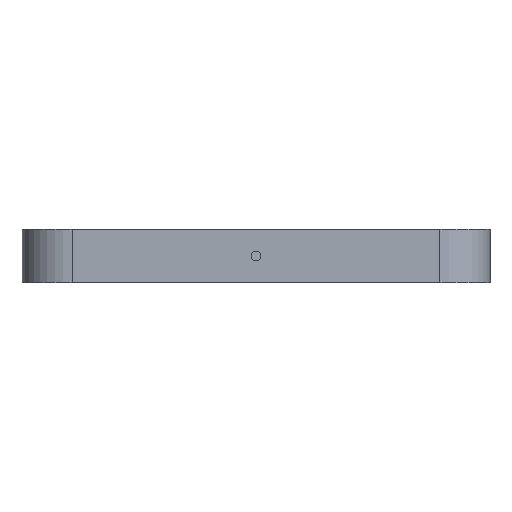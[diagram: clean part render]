
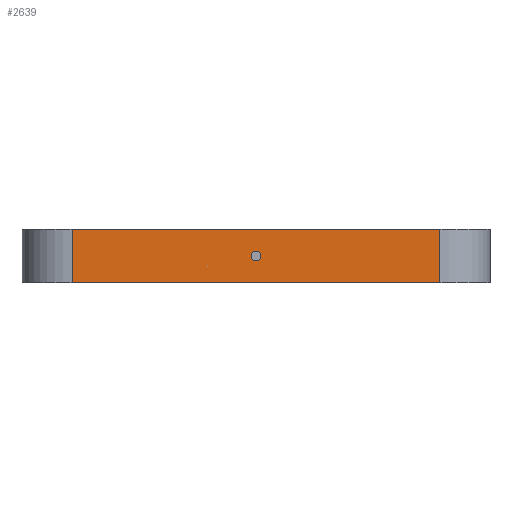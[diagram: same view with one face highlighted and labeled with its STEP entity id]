
A CAD part, left-side view. The second image highlights one B-rep face of the part: STEP entity #2639.
In plain terms, the highlighted planar face has unit normal (-1, 0, 0).
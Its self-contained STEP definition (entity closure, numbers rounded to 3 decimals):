
#44 = PLANE('',#45);
#45 = AXIS2_PLACEMENT_3D('',#46,#47,#48);
#46 = CARTESIAN_POINT('',(55.,-70.,30.));
#47 = DIRECTION('',(0.,0.,-1.));
#48 = DIRECTION('',(-1.,0.,0.));
#100 = PLANE('',#101);
#101 = AXIS2_PLACEMENT_3D('',#102,#103,#104);
#102 = CARTESIAN_POINT('',(55.,-70.,46.));
#103 = DIRECTION('',(0.,0.,-1.));
#104 = DIRECTION('',(-1.,0.,0.));
#409 = VERTEX_POINT('',#410);
#410 = CARTESIAN_POINT('',(-55.,-55.,30.));
#425 = CYLINDRICAL_SURFACE('',#426,15.);
#426 = AXIS2_PLACEMENT_3D('',#427,#428,#429);
#427 = CARTESIAN_POINT('',(-40.,-55.,46.));
#428 = DIRECTION('',(0.,0.,-1.));
#429 = DIRECTION('',(0.,-1.,0.));
#437 = EDGE_CURVE('',#409,#438,#440,.T.);
#438 = VERTEX_POINT('',#439);
#439 = CARTESIAN_POINT('',(-55.,55.,30.));
#440 = SURFACE_CURVE('',#441,(#445,#452),.PCURVE_S1.);
#441 = LINE('',#442,#443);
#442 = CARTESIAN_POINT('',(-55.,-70.,30.));
#443 = VECTOR('',#444,1.);
#444 = DIRECTION('',(0.,1.,0.));
#445 = PCURVE('',#44,#446);
#446 = DEFINITIONAL_REPRESENTATION('',(#447),#451);
#447 = LINE('',#448,#449);
#448 = CARTESIAN_POINT('',(110.,0.));
#449 = VECTOR('',#450,1.);
#450 = DIRECTION('',(0.,1.));
#451 = ( GEOMETRIC_REPRESENTATION_CONTEXT(2) 
PARAMETRIC_REPRESENTATION_CONTEXT() REPRESENTATION_CONTEXT('2D SPACE',''
  ) );
#452 = PCURVE('',#453,#458);
#453 = PLANE('',#454);
#454 = AXIS2_PLACEMENT_3D('',#455,#456,#457);
#455 = CARTESIAN_POINT('',(-55.,-70.,46.));
#456 = DIRECTION('',(-1.,0.,0.));
#457 = DIRECTION('',(0.,0.,-1.));
#458 = DEFINITIONAL_REPRESENTATION('',(#459),#463);
#459 = LINE('',#460,#461);
#460 = CARTESIAN_POINT('',(16.,0.));
#461 = VECTOR('',#462,1.);
#462 = DIRECTION('',(0.,-1.));
#463 = ( GEOMETRIC_REPRESENTATION_CONTEXT(2) 
PARAMETRIC_REPRESENTATION_CONTEXT() REPRESENTATION_CONTEXT('2D SPACE',''
  ) );
#486 = CYLINDRICAL_SURFACE('',#487,15.);
#487 = AXIS2_PLACEMENT_3D('',#488,#489,#490);
#488 = CARTESIAN_POINT('',(-40.,55.,46.));
#489 = DIRECTION('',(0.,0.,-1.));
#490 = DIRECTION('',(0.,1.,0.));
#884 = VERTEX_POINT('',#885);
#885 = CARTESIAN_POINT('',(-55.,-55.,46.));
#907 = EDGE_CURVE('',#884,#908,#910,.T.);
#908 = VERTEX_POINT('',#909);
#909 = CARTESIAN_POINT('',(-55.,55.,46.));
#910 = SURFACE_CURVE('',#911,(#915,#922),.PCURVE_S1.);
#911 = LINE('',#912,#913);
#912 = CARTESIAN_POINT('',(-55.,-70.,46.));
#913 = VECTOR('',#914,1.);
#914 = DIRECTION('',(0.,1.,0.));
#915 = PCURVE('',#100,#916);
#916 = DEFINITIONAL_REPRESENTATION('',(#917),#921);
#917 = LINE('',#918,#919);
#918 = CARTESIAN_POINT('',(110.,0.));
#919 = VECTOR('',#920,1.);
#920 = DIRECTION('',(0.,1.));
#921 = ( GEOMETRIC_REPRESENTATION_CONTEXT(2) 
PARAMETRIC_REPRESENTATION_CONTEXT() REPRESENTATION_CONTEXT('2D SPACE',''
  ) );
#922 = PCURVE('',#453,#923);
#923 = DEFINITIONAL_REPRESENTATION('',(#924),#928);
#924 = LINE('',#925,#926);
#925 = CARTESIAN_POINT('',(0.,0.));
#926 = VECTOR('',#927,1.);
#927 = DIRECTION('',(0.,-1.));
#928 = ( GEOMETRIC_REPRESENTATION_CONTEXT(2) 
PARAMETRIC_REPRESENTATION_CONTEXT() REPRESENTATION_CONTEXT('2D SPACE',''
  ) );
#2617 = EDGE_CURVE('',#884,#409,#2618,.T.);
#2618 = SURFACE_CURVE('',#2619,(#2623,#2630),.PCURVE_S1.);
#2619 = LINE('',#2620,#2621);
#2620 = CARTESIAN_POINT('',(-55.,-55.,46.));
#2621 = VECTOR('',#2622,1.);
#2622 = DIRECTION('',(0.,0.,-1.));
#2623 = PCURVE('',#425,#2624);
#2624 = DEFINITIONAL_REPRESENTATION('',(#2625),#2629);
#2625 = LINE('',#2626,#2627);
#2626 = CARTESIAN_POINT('',(1.571,0.));
#2627 = VECTOR('',#2628,1.);
#2628 = DIRECTION('',(0.,1.));
#2629 = ( GEOMETRIC_REPRESENTATION_CONTEXT(2) 
PARAMETRIC_REPRESENTATION_CONTEXT() REPRESENTATION_CONTEXT('2D SPACE',''
  ) );
#2630 = PCURVE('',#453,#2631);
#2631 = DEFINITIONAL_REPRESENTATION('',(#2632),#2636);
#2632 = LINE('',#2633,#2634);
#2633 = CARTESIAN_POINT('',(0.,-15.));
#2634 = VECTOR('',#2635,1.);
#2635 = DIRECTION('',(1.,0.));
#2636 = ( GEOMETRIC_REPRESENTATION_CONTEXT(2) 
PARAMETRIC_REPRESENTATION_CONTEXT() REPRESENTATION_CONTEXT('2D SPACE',''
  ) );
#2639 = ADVANCED_FACE('',(#2640,#2666),#453,.T.);
#2640 = FACE_BOUND('',#2641,.T.);
#2641 = EDGE_LOOP('',(#2642,#2643,#2644,#2645));
#2642 = ORIENTED_EDGE('',*,*,#437,.F.);
#2643 = ORIENTED_EDGE('',*,*,#2617,.F.);
#2644 = ORIENTED_EDGE('',*,*,#907,.T.);
#2645 = ORIENTED_EDGE('',*,*,#2646,.T.);
#2646 = EDGE_CURVE('',#908,#438,#2647,.T.);
#2647 = SURFACE_CURVE('',#2648,(#2652,#2659),.PCURVE_S1.);
#2648 = LINE('',#2649,#2650);
#2649 = CARTESIAN_POINT('',(-55.,55.,46.));
#2650 = VECTOR('',#2651,1.);
#2651 = DIRECTION('',(0.,0.,-1.));
#2652 = PCURVE('',#453,#2653);
#2653 = DEFINITIONAL_REPRESENTATION('',(#2654),#2658);
#2654 = LINE('',#2655,#2656);
#2655 = CARTESIAN_POINT('',(0.,-125.));
#2656 = VECTOR('',#2657,1.);
#2657 = DIRECTION('',(1.,0.));
#2658 = ( GEOMETRIC_REPRESENTATION_CONTEXT(2) 
PARAMETRIC_REPRESENTATION_CONTEXT() REPRESENTATION_CONTEXT('2D SPACE',''
  ) );
#2659 = PCURVE('',#486,#2660);
#2660 = DEFINITIONAL_REPRESENTATION('',(#2661),#2665);
#2661 = LINE('',#2662,#2663);
#2662 = CARTESIAN_POINT('',(-1.571,0.));
#2663 = VECTOR('',#2664,1.);
#2664 = DIRECTION('',(-0.,1.));
#2665 = ( GEOMETRIC_REPRESENTATION_CONTEXT(2) 
PARAMETRIC_REPRESENTATION_CONTEXT() REPRESENTATION_CONTEXT('2D SPACE',''
  ) );
#2666 = FACE_BOUND('',#2667,.T.);
#2667 = EDGE_LOOP('',(#2668));
#2668 = ORIENTED_EDGE('',*,*,#2669,.T.);
#2669 = EDGE_CURVE('',#2670,#2670,#2672,.T.);
#2670 = VERTEX_POINT('',#2671);
#2671 = CARTESIAN_POINT('',(-55.,0.,36.6));
#2672 = SURFACE_CURVE('',#2673,(#2678,#2689),.PCURVE_S1.);
#2673 = CIRCLE('',#2674,1.4);
#2674 = AXIS2_PLACEMENT_3D('',#2675,#2676,#2677);
#2675 = CARTESIAN_POINT('',(-55.,0.,38.));
#2676 = DIRECTION('',(1.,0.,0.));
#2677 = DIRECTION('',(0.,0.,-1.));
#2678 = PCURVE('',#453,#2679);
#2679 = DEFINITIONAL_REPRESENTATION('',(#2680),#2688);
#2680 = ( BOUNDED_CURVE() B_SPLINE_CURVE(2,(#2681,#2682,#2683,#2684,
#2685,#2686,#2687),.UNSPECIFIED.,.T.,.F.) B_SPLINE_CURVE_WITH_KNOTS((1,2
    ,2,2,2,1),(-2.094,0.,2.094,4.189,
6.283,8.378),.UNSPECIFIED.) CURVE() 
GEOMETRIC_REPRESENTATION_ITEM() RATIONAL_B_SPLINE_CURVE((1.,0.5,1.,0.5,
1.,0.5,1.)) REPRESENTATION_ITEM('') );
#2681 = CARTESIAN_POINT('',(9.4,-70.));
#2682 = CARTESIAN_POINT('',(9.4,-72.425));
#2683 = CARTESIAN_POINT('',(7.3,-71.212));
#2684 = CARTESIAN_POINT('',(5.2,-70.));
#2685 = CARTESIAN_POINT('',(7.3,-68.788));
#2686 = CARTESIAN_POINT('',(9.4,-67.575));
#2687 = CARTESIAN_POINT('',(9.4,-70.));
#2688 = ( GEOMETRIC_REPRESENTATION_CONTEXT(2) 
PARAMETRIC_REPRESENTATION_CONTEXT() REPRESENTATION_CONTEXT('2D SPACE',''
  ) );
#2689 = PCURVE('',#2690,#2695);
#2690 = CYLINDRICAL_SURFACE('',#2691,1.4);
#2691 = AXIS2_PLACEMENT_3D('',#2692,#2693,#2694);
#2692 = CARTESIAN_POINT('',(-60.,0.,38.));
#2693 = DIRECTION('',(1.,0.,0.));
#2694 = DIRECTION('',(0.,0.,-1.));
#2695 = DEFINITIONAL_REPRESENTATION('',(#2696),#2700);
#2696 = LINE('',#2697,#2698);
#2697 = CARTESIAN_POINT('',(0.,5.));
#2698 = VECTOR('',#2699,1.);
#2699 = DIRECTION('',(1.,0.));
#2700 = ( GEOMETRIC_REPRESENTATION_CONTEXT(2) 
PARAMETRIC_REPRESENTATION_CONTEXT() REPRESENTATION_CONTEXT('2D SPACE',''
  ) );
